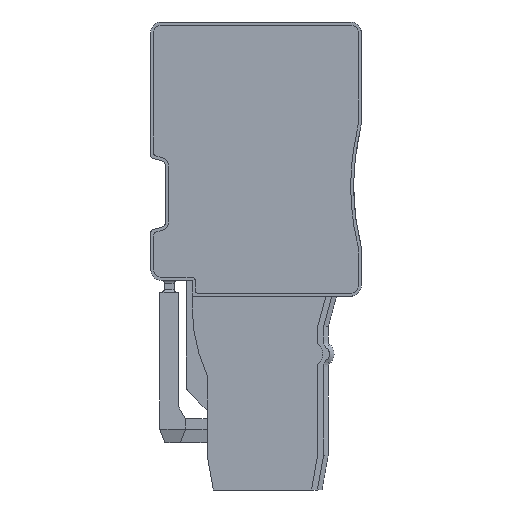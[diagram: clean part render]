
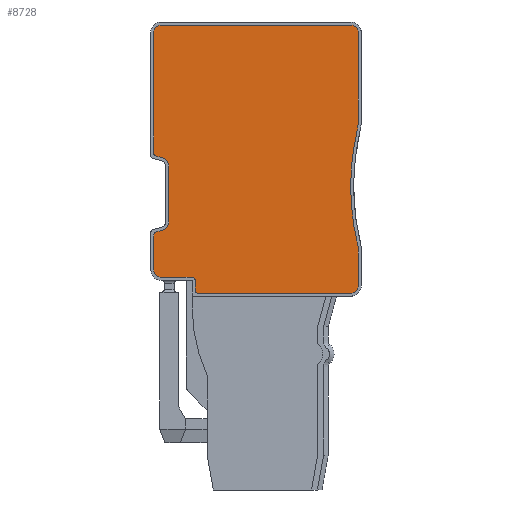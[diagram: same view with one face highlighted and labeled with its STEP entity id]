
A CAD part, left-side view. The second image highlights one B-rep face of the part: STEP entity #8728.
In plain terms, the highlighted planar face has unit normal (-1, 0, 0).
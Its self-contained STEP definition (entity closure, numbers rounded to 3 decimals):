
#4088=AXIS2_PLACEMENT_3D('Circle Axis2P3D',#4086,#4087,$) ;
#4138=AXIS2_PLACEMENT_3D('Circle Axis2P3D',#4136,#4137,$) ;
#4188=AXIS2_PLACEMENT_3D('Circle Axis2P3D',#4186,#4187,$) ;
#4264=AXIS2_PLACEMENT_3D('Circle Axis2P3D',#4262,#4263,$) ;
#4289=AXIS2_PLACEMENT_3D('Circle Axis2P3D',#4287,#4288,$) ;
#4314=AXIS2_PLACEMENT_3D('Circle Axis2P3D',#4312,#4313,$) ;
#4364=AXIS2_PLACEMENT_3D('Circle Axis2P3D',#4362,#4363,$) ;
#4414=AXIS2_PLACEMENT_3D('Circle Axis2P3D',#4412,#4413,$) ;
#4464=AXIS2_PLACEMENT_3D('Circle Axis2P3D',#4462,#4463,$) ;
#4514=AXIS2_PLACEMENT_3D('Circle Axis2P3D',#4512,#4513,$) ;
#4616=AXIS2_PLACEMENT_3D('Circle Axis2P3D',#4614,#4615,$) ;
#4666=AXIS2_PLACEMENT_3D('Circle Axis2P3D',#4664,#4665,$) ;
#8699=AXIS2_PLACEMENT_3D('Plane Axis2P3D',#8696,#8697,#8698) ;
#4058=CARTESIAN_POINT('Vertex',(0.,13.18,22.079)) ;
#4061=CARTESIAN_POINT('Line Origine',(0.,13.421,22.157)) ;
#4065=CARTESIAN_POINT('Vertex',(0.,13.662,22.235)) ;
#4086=CARTESIAN_POINT('Axis2P3D Location',(0.,13.6,22.426)) ;
#4090=CARTESIAN_POINT('Vertex',(0.,13.8,22.426)) ;
#4111=CARTESIAN_POINT('Line Origine',(0.,13.8,26.438)) ;
#4115=CARTESIAN_POINT('Vertex',(0.,13.8,30.45)) ;
#4136=CARTESIAN_POINT('Axis2P3D Location',(0.,13.3,30.45)) ;
#4140=CARTESIAN_POINT('Vertex',(0.,13.3,30.95)) ;
#4161=CARTESIAN_POINT('Line Origine',(0.,7.,30.95)) ;
#4165=CARTESIAN_POINT('Vertex',(0.,0.7,30.95)) ;
#4186=CARTESIAN_POINT('Axis2P3D Location',(0.,0.7,30.45)) ;
#4190=CARTESIAN_POINT('Vertex',(0.,0.2,30.45)) ;
#4211=CARTESIAN_POINT('Line Origine',(0.,0.2,27.5)) ;
#4215=CARTESIAN_POINT('Vertex',(0.,0.2,24.55)) ;
#4237=CARTESIAN_POINT('Control Point',(0.,0.278,23.876)) ;
#4238=CARTESIAN_POINT('Control Point',(0.,0.226,24.096)) ;
#4239=CARTESIAN_POINT('Control Point',(0.,0.2,24.323)) ;
#4240=CARTESIAN_POINT('Control Point',(0.,0.2,24.55)) ;
#4241=CARTESIAN_POINT('Vertex',(0.,0.278,23.876)) ;
#4262=CARTESIAN_POINT('Axis2P3D Location',(0.,-15.5,20.2)) ;
#4266=CARTESIAN_POINT('Vertex',(0.,0.7,20.2)) ;
#4287=CARTESIAN_POINT('Axis2P3D Location',(0.,-15.5,20.2)) ;
#4291=CARTESIAN_POINT('Vertex',(0.,0.206,16.23)) ;
#4312=CARTESIAN_POINT('Axis2P3D Location',(0.,0.4,16.181)) ;
#4316=CARTESIAN_POINT('Vertex',(0.,0.2,16.181)) ;
#4337=CARTESIAN_POINT('Line Origine',(0.,0.2,14.891)) ;
#4341=CARTESIAN_POINT('Vertex',(0.,0.2,13.6)) ;
#4362=CARTESIAN_POINT('Axis2P3D Location',(0.,0.7,13.6)) ;
#4366=CARTESIAN_POINT('Vertex',(0.,0.7,13.1)) ;
#4387=CARTESIAN_POINT('Line Origine',(0.,5.775,13.1)) ;
#4391=CARTESIAN_POINT('Vertex',(0.,10.85,13.1)) ;
#4412=CARTESIAN_POINT('Axis2P3D Location',(0.,10.85,13.3)) ;
#4416=CARTESIAN_POINT('Vertex',(0.,11.05,13.3)) ;
#4437=CARTESIAN_POINT('Line Origine',(0.,11.05,13.625)) ;
#4441=CARTESIAN_POINT('Vertex',(0.,11.05,13.95)) ;
#4462=CARTESIAN_POINT('Axis2P3D Location',(0.,11.25,13.95)) ;
#4466=CARTESIAN_POINT('Vertex',(0.,11.25,14.15)) ;
#4487=CARTESIAN_POINT('Line Origine',(0.,12.275,14.15)) ;
#4491=CARTESIAN_POINT('Vertex',(0.,13.3,14.15)) ;
#4512=CARTESIAN_POINT('Axis2P3D Location',(0.,13.3,14.65)) ;
#4516=CARTESIAN_POINT('Vertex',(0.,13.8,14.65)) ;
#4537=CARTESIAN_POINT('Line Origine',(0.,13.8,15.812)) ;
#4541=CARTESIAN_POINT('Vertex',(0.,13.8,16.974)) ;
#4563=CARTESIAN_POINT('Control Point',(0.,13.662,17.165)) ;
#4564=CARTESIAN_POINT('Control Point',(0.,13.722,17.145)) ;
#4565=CARTESIAN_POINT('Control Point',(0.,13.773,17.1)) ;
#4566=CARTESIAN_POINT('Control Point',(0.,13.8,17.037)) ;
#4567=CARTESIAN_POINT('Control Point',(0.,13.8,16.974)) ;
#4568=CARTESIAN_POINT('Vertex',(0.,13.662,17.165)) ;
#4589=CARTESIAN_POINT('Line Origine',(0.,13.421,17.243)) ;
#4593=CARTESIAN_POINT('Vertex',(0.,13.18,17.321)) ;
#4614=CARTESIAN_POINT('Axis2P3D Location',(0.,13.35,17.844)) ;
#4618=CARTESIAN_POINT('Vertex',(0.,12.8,17.844)) ;
#4639=CARTESIAN_POINT('Line Origine',(0.,12.8,19.7)) ;
#4643=CARTESIAN_POINT('Vertex',(0.,12.8,21.556)) ;
#4664=CARTESIAN_POINT('Axis2P3D Location',(0.,13.35,21.556)) ;
#8696=CARTESIAN_POINT('Axis2P3D Location',(0.,6.8,12.9)) ;
#4062=DIRECTION('Vector Direction',(0.,0.951,0.309)) ;
#4087=DIRECTION('Axis2P3D Direction',(-1.,0.,0.)) ;
#4112=DIRECTION('Vector Direction',(0.,0.,1.)) ;
#4137=DIRECTION('Axis2P3D Direction',(-1.,0.,0.)) ;
#4162=DIRECTION('Vector Direction',(0.,-1.,0.)) ;
#4187=DIRECTION('Axis2P3D Direction',(-1.,0.,0.)) ;
#4212=DIRECTION('Vector Direction',(0.,0.,-1.)) ;
#4263=DIRECTION('Axis2P3D Direction',(-1.,0.,0.)) ;
#4288=DIRECTION('Axis2P3D Direction',(-1.,0.,0.)) ;
#4313=DIRECTION('Axis2P3D Direction',(-1.,0.,0.)) ;
#4338=DIRECTION('Vector Direction',(0.,0.,-1.)) ;
#4363=DIRECTION('Axis2P3D Direction',(-1.,0.,0.)) ;
#4388=DIRECTION('Vector Direction',(0.,1.,0.)) ;
#4413=DIRECTION('Axis2P3D Direction',(-1.,0.,0.)) ;
#4438=DIRECTION('Vector Direction',(0.,0.,1.)) ;
#4463=DIRECTION('Axis2P3D Direction',(-1.,0.,0.)) ;
#4488=DIRECTION('Vector Direction',(0.,1.,0.)) ;
#4513=DIRECTION('Axis2P3D Direction',(-1.,0.,0.)) ;
#4538=DIRECTION('Vector Direction',(0.,0.,1.)) ;
#4590=DIRECTION('Vector Direction',(0.,-0.951,0.309)) ;
#4615=DIRECTION('Axis2P3D Direction',(-1.,0.,0.)) ;
#4640=DIRECTION('Vector Direction',(0.,0.,1.)) ;
#4665=DIRECTION('Axis2P3D Direction',(-1.,0.,0.)) ;
#8697=DIRECTION('Axis2P3D Direction',(1.,0.,-0.)) ;
#8698=DIRECTION('Axis2P3D XDirection',(0.,1.,0.)) ;
#4063=VECTOR('Line Direction',#4062,1.) ;
#4113=VECTOR('Line Direction',#4112,1.) ;
#4163=VECTOR('Line Direction',#4162,1.) ;
#4213=VECTOR('Line Direction',#4212,1.) ;
#4339=VECTOR('Line Direction',#4338,1.) ;
#4389=VECTOR('Line Direction',#4388,1.) ;
#4439=VECTOR('Line Direction',#4438,1.) ;
#4489=VECTOR('Line Direction',#4488,1.) ;
#4539=VECTOR('Line Direction',#4538,1.) ;
#4591=VECTOR('Line Direction',#4590,1.) ;
#4641=VECTOR('Line Direction',#4640,1.) ;
#8702=ORIENTED_EDGE('',*,*,#4067,.F.) ;
#8703=ORIENTED_EDGE('',*,*,#4668,.F.) ;
#8704=ORIENTED_EDGE('',*,*,#4645,.F.) ;
#8705=ORIENTED_EDGE('',*,*,#4620,.F.) ;
#8706=ORIENTED_EDGE('',*,*,#4595,.F.) ;
#8707=ORIENTED_EDGE('',*,*,#4570,.F.) ;
#8708=ORIENTED_EDGE('',*,*,#4543,.F.) ;
#8709=ORIENTED_EDGE('',*,*,#4518,.F.) ;
#8710=ORIENTED_EDGE('',*,*,#4493,.F.) ;
#8711=ORIENTED_EDGE('',*,*,#4468,.F.) ;
#8712=ORIENTED_EDGE('',*,*,#4443,.F.) ;
#8713=ORIENTED_EDGE('',*,*,#4418,.F.) ;
#8714=ORIENTED_EDGE('',*,*,#4393,.F.) ;
#8715=ORIENTED_EDGE('',*,*,#4368,.F.) ;
#8716=ORIENTED_EDGE('',*,*,#4343,.F.) ;
#8717=ORIENTED_EDGE('',*,*,#4318,.F.) ;
#8718=ORIENTED_EDGE('',*,*,#4293,.F.) ;
#8719=ORIENTED_EDGE('',*,*,#4268,.F.) ;
#8720=ORIENTED_EDGE('',*,*,#4243,.F.) ;
#8721=ORIENTED_EDGE('',*,*,#4217,.F.) ;
#8722=ORIENTED_EDGE('',*,*,#4192,.F.) ;
#8723=ORIENTED_EDGE('',*,*,#4167,.F.) ;
#8724=ORIENTED_EDGE('',*,*,#4142,.F.) ;
#8725=ORIENTED_EDGE('',*,*,#4117,.F.) ;
#8726=ORIENTED_EDGE('',*,*,#4092,.F.) ;
#8728=ADVANCED_FACE('Brep With Voids',(#8727),#8700,.F.) ;
#4236=B_SPLINE_CURVE_WITH_KNOTS('',3,(#4237,#4238,#4239,#4240),.UNSPECIFIED.,.F.,.U.,(4,4),(-0.34,0.34),.UNSPECIFIED.) ;
#4562=B_SPLINE_CURVE_WITH_KNOTS('',4,(#4563,#4564,#4565,#4566,#4567),.UNSPECIFIED.,.F.,.U.,(5,5),(-0.126,0.126),.UNSPECIFIED.) ;
#4089=CIRCLE('generated circle',#4088,0.2) ;
#4139=CIRCLE('generated circle',#4138,0.5) ;
#4189=CIRCLE('generated circle',#4188,0.5) ;
#4265=CIRCLE('generated circle',#4264,16.2) ;
#4290=CIRCLE('generated circle',#4289,16.2) ;
#4315=CIRCLE('generated circle',#4314,0.2) ;
#4365=CIRCLE('generated circle',#4364,0.5) ;
#4415=CIRCLE('generated circle',#4414,0.2) ;
#4465=CIRCLE('generated circle',#4464,0.2) ;
#4515=CIRCLE('generated circle',#4514,0.5) ;
#4617=CIRCLE('generated circle',#4616,0.55) ;
#4667=CIRCLE('generated circle',#4666,0.55) ;
#4067=EDGE_CURVE('',#4059,#4066,#4064,.T.) ;
#4092=EDGE_CURVE('',#4066,#4091,#4089,.F.) ;
#4117=EDGE_CURVE('',#4091,#4116,#4114,.T.) ;
#4142=EDGE_CURVE('',#4116,#4141,#4139,.F.) ;
#4167=EDGE_CURVE('',#4141,#4166,#4164,.T.) ;
#4192=EDGE_CURVE('',#4166,#4191,#4189,.F.) ;
#4217=EDGE_CURVE('',#4191,#4216,#4214,.T.) ;
#4243=EDGE_CURVE('',#4216,#4242,#4236,.F.) ;
#4268=EDGE_CURVE('',#4242,#4267,#4265,.T.) ;
#4293=EDGE_CURVE('',#4267,#4292,#4290,.T.) ;
#4318=EDGE_CURVE('',#4292,#4317,#4315,.F.) ;
#4343=EDGE_CURVE('',#4317,#4342,#4340,.T.) ;
#4368=EDGE_CURVE('',#4342,#4367,#4365,.F.) ;
#4393=EDGE_CURVE('',#4367,#4392,#4390,.T.) ;
#4418=EDGE_CURVE('',#4392,#4417,#4415,.F.) ;
#4443=EDGE_CURVE('',#4417,#4442,#4440,.T.) ;
#4468=EDGE_CURVE('',#4442,#4467,#4465,.T.) ;
#4493=EDGE_CURVE('',#4467,#4492,#4490,.T.) ;
#4518=EDGE_CURVE('',#4492,#4517,#4515,.F.) ;
#4543=EDGE_CURVE('',#4517,#4542,#4540,.T.) ;
#4570=EDGE_CURVE('',#4542,#4569,#4562,.F.) ;
#4595=EDGE_CURVE('',#4569,#4594,#4592,.T.) ;
#4620=EDGE_CURVE('',#4594,#4619,#4617,.T.) ;
#4645=EDGE_CURVE('',#4619,#4644,#4642,.T.) ;
#4668=EDGE_CURVE('',#4644,#4059,#4667,.T.) ;
#8701=EDGE_LOOP('',(#8702,#8703,#8704,#8705,#8706,#8707,#8708,#8709,#8710,#8711,#8712,#8713,#8714,#8715,#8716,#8717,#8718,#8719,#8720,#8721,#8722,#8723,#8724,#8725,#8726)) ;
#8727=FACE_OUTER_BOUND('',#8701,.T.) ;
#4064=LINE('Line',#4061,#4063) ;
#4114=LINE('Line',#4111,#4113) ;
#4164=LINE('Line',#4161,#4163) ;
#4214=LINE('Line',#4211,#4213) ;
#4340=LINE('Line',#4337,#4339) ;
#4390=LINE('Line',#4387,#4389) ;
#4440=LINE('Line',#4437,#4439) ;
#4490=LINE('Line',#4487,#4489) ;
#4540=LINE('Line',#4537,#4539) ;
#4592=LINE('Line',#4589,#4591) ;
#4642=LINE('Line',#4639,#4641) ;
#8700=PLANE('',#8699) ;
#4059=VERTEX_POINT('',#4058) ;
#4066=VERTEX_POINT('',#4065) ;
#4091=VERTEX_POINT('',#4090) ;
#4116=VERTEX_POINT('',#4115) ;
#4141=VERTEX_POINT('',#4140) ;
#4166=VERTEX_POINT('',#4165) ;
#4191=VERTEX_POINT('',#4190) ;
#4216=VERTEX_POINT('',#4215) ;
#4242=VERTEX_POINT('',#4241) ;
#4267=VERTEX_POINT('',#4266) ;
#4292=VERTEX_POINT('',#4291) ;
#4317=VERTEX_POINT('',#4316) ;
#4342=VERTEX_POINT('',#4341) ;
#4367=VERTEX_POINT('',#4366) ;
#4392=VERTEX_POINT('',#4391) ;
#4417=VERTEX_POINT('',#4416) ;
#4442=VERTEX_POINT('',#4441) ;
#4467=VERTEX_POINT('',#4466) ;
#4492=VERTEX_POINT('',#4491) ;
#4517=VERTEX_POINT('',#4516) ;
#4542=VERTEX_POINT('',#4541) ;
#4569=VERTEX_POINT('',#4568) ;
#4594=VERTEX_POINT('',#4593) ;
#4619=VERTEX_POINT('',#4618) ;
#4644=VERTEX_POINT('',#4643) ;
